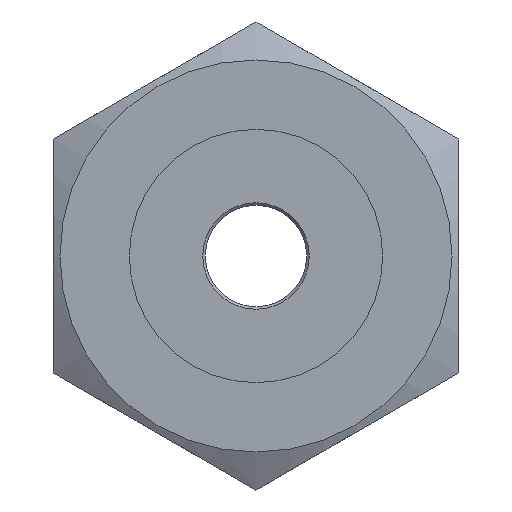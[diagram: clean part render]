
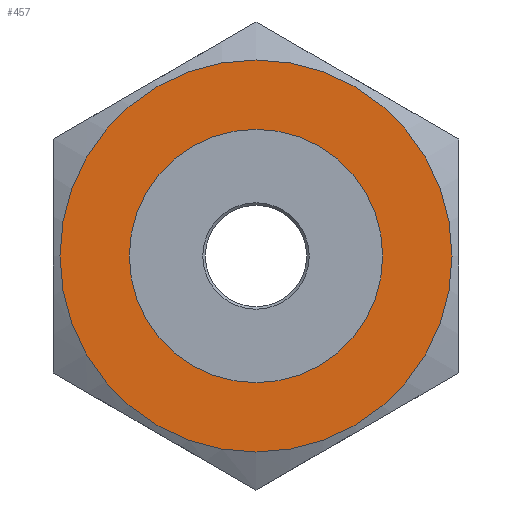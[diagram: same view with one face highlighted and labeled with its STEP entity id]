
A CAD part, front view. The second image highlights one B-rep face of the part: STEP entity #457.
In plain terms, the highlighted planar face has unit normal (0, -1, 0).
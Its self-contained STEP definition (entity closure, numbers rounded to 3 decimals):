
#112=ORIENTED_EDGE('',*,*,#151,.T.);
#113=ORIENTED_EDGE('',*,*,#147,.T.);
#147=EDGE_CURVE('',#174,#174,#189,.T.);
#151=EDGE_CURVE('',#178,#178,#193,.T.);
#174=VERTEX_POINT('',#698);
#178=VERTEX_POINT('',#709);
#189=CIRCLE('',#490,3.869);
#193=CIRCLE('',#497,2.5);
#225=EDGE_LOOP('',(#112));
#226=EDGE_LOOP('',(#113));
#263=FACE_BOUND('',#225,.T.);
#264=FACE_BOUND('',#226,.T.);
#282=PLANE('',#498);
#457=ADVANCED_FACE('',(#263,#264),#282,.T.);
#490=AXIS2_PLACEMENT_3D('',#697,#559,#560);
#497=AXIS2_PLACEMENT_3D('',#708,#573,#574);
#498=AXIS2_PLACEMENT_3D('',#710,#575,#576);
#559=DIRECTION('',(0.,-1.,0.));
#560=DIRECTION('',(0.,0.,-1.));
#573=DIRECTION('',(0.,1.,0.));
#574=DIRECTION('',(1.,0.,0.));
#575=DIRECTION('',(0.,-1.,0.));
#576=DIRECTION('',(0.,0.,-1.));
#697=CARTESIAN_POINT('',(0.,0.,0.));
#698=CARTESIAN_POINT('',(0.,0.,-3.869));
#708=CARTESIAN_POINT('',(0.,0.,0.));
#709=CARTESIAN_POINT('',(2.5,0.,0.));
#710=CARTESIAN_POINT('',(0.,0.,0.));
